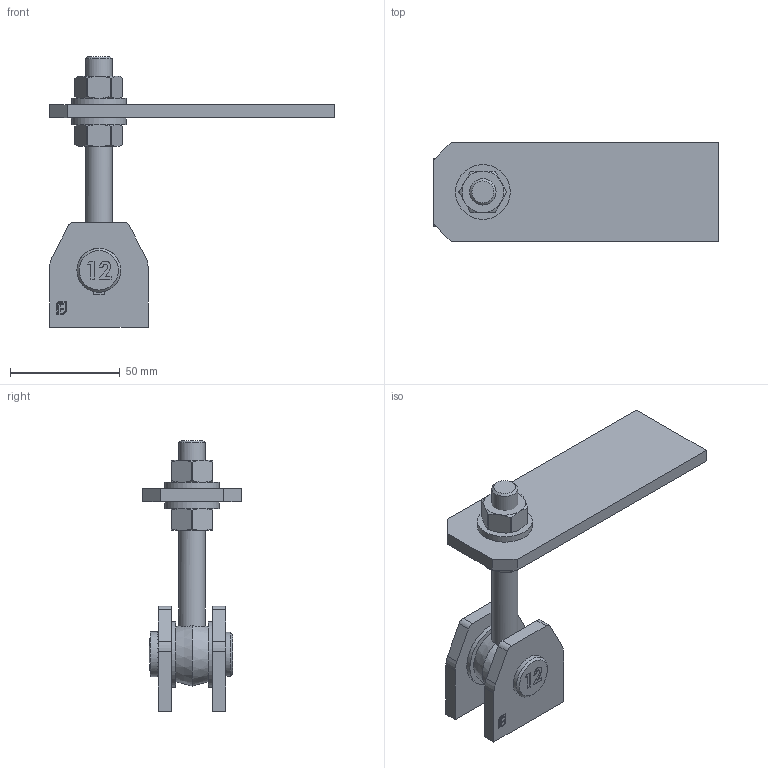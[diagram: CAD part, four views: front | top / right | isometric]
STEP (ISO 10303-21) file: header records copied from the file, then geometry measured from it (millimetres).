
FILE_DESCRIPTION (( 'STEP AP203' ), '1' );
FILE_NAME ('121-M12-GV.step', '2023-11-30T15:39:32', ( '' ), ( '' ), 'SwSTEP 2.0', 'SolidWorks 2018', '' );
FILE_SCHEMA (( 'CONFIG_CONTROL_DESIGN' ));
Length unit declared in the file: millimetre
Products named in the file (10): Torband Teil1_121-M12-GV Teil1B; Torband Teil1_121-M12-GV Teil1A; DIN 934 M4-M20_DIN 934 M12; Torband Teil2_121-M12-FEV Teil2; 121-Mxx Teil6_121-M12-GV Teil6; 130-Mxx Teil6_121-M12-GV Teil7; Torband Teil4_121-M12-GV Teil4; 121-M12-GV; Torband Teil5_121-M12-GV Teil5; Torband Teil3_121-M12-GV Teil3
Assembly tree (12 placements, depth 2):
  121-M12-GV
    Torband Teil1_121-M12-GV Teil1B
    Torband Teil1_121-M12-GV Teil1A
    Torband Teil2_121-M12-FEV Teil2
    Torband Teil3_121-M12-GV Teil3
    Torband Teil4_121-M12-GV Teil4  x2
    Torband Teil5_121-M12-GV Teil5
    130-Mxx Teil6_121-M12-GV Teil7  x2
    DIN 934 M4-M20_DIN 934 M12  x2
    121-Mxx Teil6_121-M12-GV Teil6
Bounding box: 130 x 45 x 123.55 mm (x, y, z)
Volume: 85681.8 mm3; surface area: 40530.6 mm2
Topology: 12 solids, 12 shells, 553 faces, 1476 edges, 973 vertices
Faces by surface type: plane 360, bspline 115, cylinder 41, cone 36, sphere 1
Full cylindrical faces by diameter (mm): 5 x1, 6 x1, 10.2 x2, 11.7 x1, 12 x1, 12.5 x2, 13 x2, 13.3 x2, 20 x1, 20.5 x1, 25 x2, 30 x2
Entity records: 22009 total; most frequent: CARTESIAN_POINT 8942, ORIENTED_EDGE 2728, DIRECTION 1972, EDGE_CURVE 1364, VECTOR 930, LINE 930, VERTEX_POINT 915, EDGE_LOOP 579
